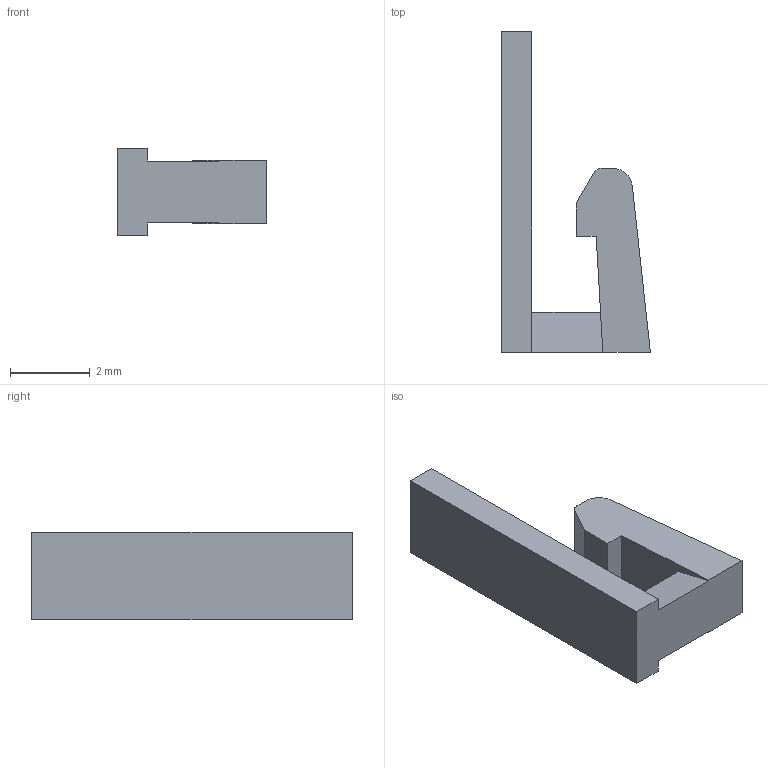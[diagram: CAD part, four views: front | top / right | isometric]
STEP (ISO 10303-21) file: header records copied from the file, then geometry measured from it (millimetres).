
FILE_DESCRIPTION(('STEP AP214'),'1');
FILE_NAME('POL-P.stp','2021-11-12T10:26:39',(' '),(' '),'Spatial InterOp 3D',' ',' ');
FILE_SCHEMA(('automotive_design'));
Length unit declared in the file: metre
Products named in the file (1): 1
Bounding box: 3.72 x 8.02 x 2.2 mm (x, y, z)
Volume: 24.4 mm3; surface area: 86 mm2
Topology: 1 solids, 1 shells, 19 faces, 51 edges, 34 vertices
Faces by surface type: plane 17, cylinder 2
Entity records: 758 total; most frequent: CARTESIAN_POINT 105, ORIENTED_EDGE 102, DIRECTION 95, EDGE_CURVE 51, LINE 47, VECTOR 47, VERTEX_POINT 34, AXIS2_PLACEMENT_3D 24
